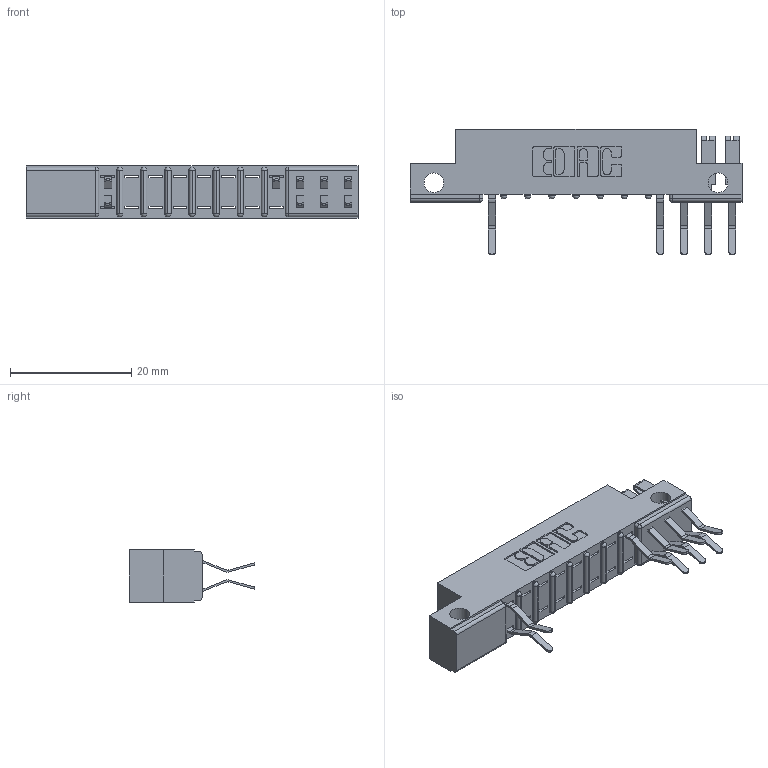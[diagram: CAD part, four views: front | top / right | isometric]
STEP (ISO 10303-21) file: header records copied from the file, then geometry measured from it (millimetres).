
FILE_DESCRIPTION (( 'STEP AP203' ), '1' );
FILE_NAME ('357-022-560-212.STEP', '2018-08-08T23:07:22', ( '' ), ( '' ), 'SwSTEP 2.0', 'SolidWorks 2016', '' );
FILE_SCHEMA (( 'CONFIG_CONTROL_DESIGN' ));
Length unit declared in the file: inch
Products named in the file (3): 307 Part_.128 Dia Side Mounting Holes; 307-290-001_560; 357-022-560-212
Assembly tree (10 placements, depth 2):
  357-022-560-212
    307 Part_.128 Dia Side Mounting Holes
    307-290-001_560  x9
Bounding box: 54.71 x 20.73 x 8.71 mm (x, y, z)
Volume: 3425 mm3; surface area: 4713.9 mm2
Topology: 10 solids, 10 shells, 647 faces, 1825 edges, 1178 vertices
Faces by surface type: plane 409, cylinder 220, sphere 18
Entity records: 11188 total; most frequent: CARTESIAN_POINT 1869, ORIENTED_EDGE 1854, DIRECTION 1839, EDGE_CURVE 927, VECTOR 695, LINE 695, VERTEX_POINT 602, AXIS2_PLACEMENT_3D 572
